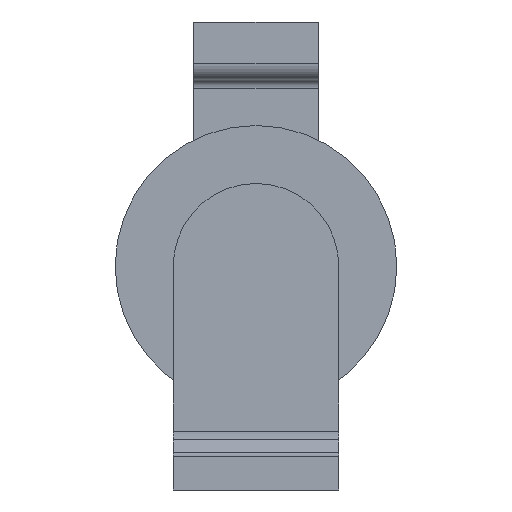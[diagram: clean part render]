
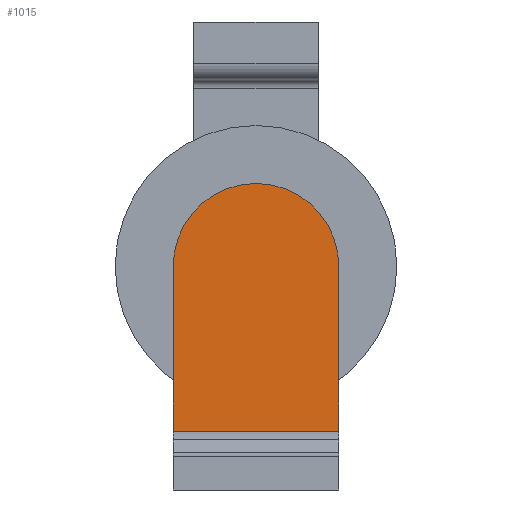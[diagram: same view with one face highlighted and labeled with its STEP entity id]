
A CAD part, front view. The second image highlights one B-rep face of the part: STEP entity #1015.
In plain terms, the highlighted planar face has unit normal (0, -1, 0).
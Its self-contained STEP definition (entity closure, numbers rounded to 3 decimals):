
#6 = LINE ( 'NONE', #282, #964 ) ;
#23 = LINE ( 'NONE', #312, #415 ) ;
#56 = EDGE_CURVE ( 'NONE', #585, #984, #248, .T. ) ;
#80 = AXIS2_PLACEMENT_3D ( 'NONE', #560, #442, #542 ) ;
#151 = VERTEX_POINT ( 'NONE', #1059 ) ;
#211 = CARTESIAN_POINT ( 'NONE',  ( 2., 0.1, -3.979 ) ) ;
#238 = VERTEX_POINT ( 'NONE', #339 ) ;
#243 = FACE_OUTER_BOUND ( 'NONE', #1214, .T. ) ;
#248 = LINE ( 'NONE', #211, #264 ) ;
#264 = VECTOR ( 'NONE', #938, 1000. ) ;
#282 = CARTESIAN_POINT ( 'NONE',  ( -2., 0.1, -3.979 ) ) ;
#288 = EDGE_CURVE ( 'NONE', #151, #585, #1067, .T. ) ;
#312 = CARTESIAN_POINT ( 'NONE',  ( 2., 0.1, -3.979 ) ) ;
#338 = DIRECTION ( 'NONE',  ( 0., 0., -1. ) ) ;
#339 = CARTESIAN_POINT ( 'NONE',  ( -2., 0.1, -3.979 ) ) ;
#415 = VECTOR ( 'NONE', #479, 1000. ) ;
#442 = DIRECTION ( 'NONE',  ( 0., 1., 0. ) ) ;
#479 = DIRECTION ( 'NONE',  ( -1., 0., 0. ) ) ;
#480 = EDGE_CURVE ( 'NONE', #151, #238, #6, .T. ) ;
#542 = DIRECTION ( 'NONE',  ( 0., 0., 1. ) ) ;
#560 = CARTESIAN_POINT ( 'NONE',  ( 2., 0.1, -3.979 ) ) ;
#585 = VERTEX_POINT ( 'NONE', #829 ) ;
#593 = ORIENTED_EDGE ( 'NONE', *, *, #750, .F. ) ;
#605 = CARTESIAN_POINT ( 'NONE',  ( 0., 0.1, 0. ) ) ;
#698 = ORIENTED_EDGE ( 'NONE', *, *, #288, .F. ) ;
#725 = AXIS2_PLACEMENT_3D ( 'NONE', #605, #1087, #338 ) ;
#746 = DIRECTION ( 'NONE',  ( 0., 0., -1. ) ) ;
#750 = EDGE_CURVE ( 'NONE', #984, #238, #23, .T. ) ;
#787 = ORIENTED_EDGE ( 'NONE', *, *, #480, .T. ) ;
#829 = CARTESIAN_POINT ( 'NONE',  ( 2., 0.1, 0. ) ) ;
#867 = ORIENTED_EDGE ( 'NONE', *, *, #56, .F. ) ;
#938 = DIRECTION ( 'NONE',  ( 0., 0., -1. ) ) ;
#964 = VECTOR ( 'NONE', #746, 1000. ) ;
#984 = VERTEX_POINT ( 'NONE', #1005 ) ;
#1005 = CARTESIAN_POINT ( 'NONE',  ( 2., 0.1, -3.979 ) ) ;
#1010 = PLANE ( 'NONE',  #80 ) ;
#1015 = ADVANCED_FACE ( 'NONE', ( #243 ), #1010, .F. ) ;
#1059 = CARTESIAN_POINT ( 'NONE',  ( -2., 0.1, 0. ) ) ;
#1067 = CIRCLE ( 'NONE', #725, 2. ) ;
#1087 = DIRECTION ( 'NONE',  ( 0., 1., 0. ) ) ;
#1214 = EDGE_LOOP ( 'NONE', ( #867, #698, #787, #593 ) ) ;
